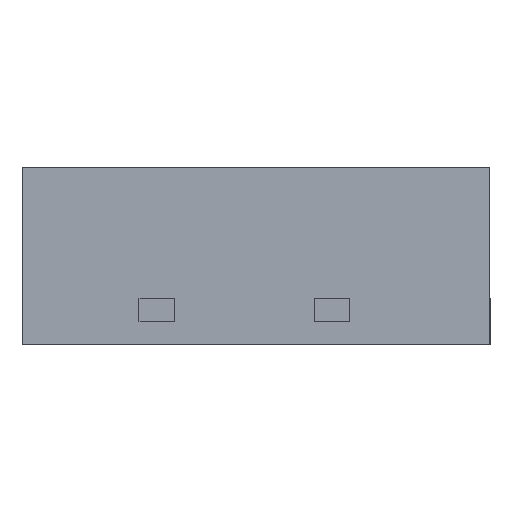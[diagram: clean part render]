
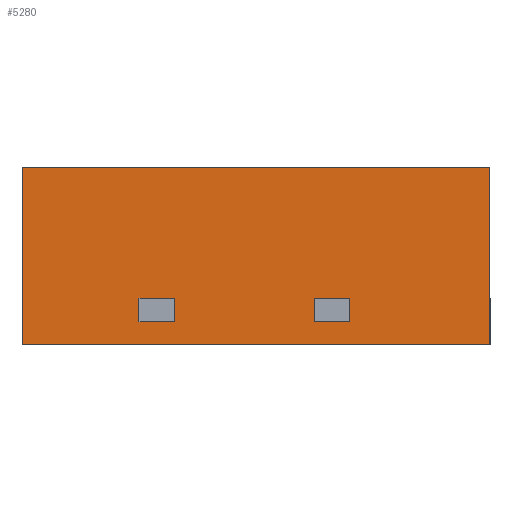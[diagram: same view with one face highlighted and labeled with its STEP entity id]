
A CAD part, left-side view. The second image highlights one B-rep face of the part: STEP entity #5280.
In plain terms, the highlighted planar face has unit normal (-1, 0, 0).
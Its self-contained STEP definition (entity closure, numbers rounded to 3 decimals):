
#59=FACE_BOUND('',#941,.T.);
#60=FACE_BOUND('',#942,.T.);
#636=FACE_OUTER_BOUND('',#940,.T.);
#940=EDGE_LOOP('',(#4448,#4449,#4450,#4451));
#941=EDGE_LOOP('',(#4452,#4453,#4454,#4455));
#942=EDGE_LOOP('',(#4456,#4457,#4458,#4459));
#1036=LINE('',#6723,#1561);
#1038=LINE('',#6728,#1563);
#1061=LINE('',#6775,#1586);
#1069=LINE('',#6788,#1594);
#1073=LINE('',#6795,#1598);
#1075=LINE('',#6797,#1600);
#1077=LINE('',#6801,#1602);
#1079=LINE('',#6804,#1604);
#1188=LINE('',#7092,#1713);
#1195=LINE('',#7106,#1720);
#1387=LINE('',#9319,#1912);
#1390=LINE('',#9333,#1915);
#1561=VECTOR('',#5657,0.1);
#1563=VECTOR('',#5661,0.15);
#1586=VECTOR('',#5696,0.1);
#1594=VECTOR('',#5706,0.1);
#1598=VECTOR('',#5714,0.15);
#1600=VECTOR('',#5716,0.15);
#1602=VECTOR('',#5720,0.1);
#1604=VECTOR('',#5724,0.15);
#1713=VECTOR('',#5995,0.76);
#1720=VECTOR('',#6004,0.76);
#1912=VECTOR('',#6278,2.);
#1915=VECTOR('',#6299,2.);
#2084=VERTEX_POINT('',#6717);
#2086=VERTEX_POINT('',#6721);
#2087=VERTEX_POINT('',#6725);
#2105=VERTEX_POINT('',#6772);
#2106=VERTEX_POINT('',#6774);
#2110=VERTEX_POINT('',#6786);
#2111=VERTEX_POINT('',#6794);
#2112=VERTEX_POINT('',#6800);
#2209=VERTEX_POINT('',#7089);
#2210=VERTEX_POINT('',#7091);
#2215=VERTEX_POINT('',#7103);
#2216=VERTEX_POINT('',#7105);
#2602=EDGE_CURVE('',#2084,#2086,#1036,.T.);
#2604=EDGE_CURVE('',#2086,#2087,#1038,.T.);
#2627=EDGE_CURVE('',#2106,#2105,#1061,.T.);
#2635=EDGE_CURVE('',#2087,#2110,#1069,.T.);
#2639=EDGE_CURVE('',#2111,#2106,#1073,.T.);
#2641=EDGE_CURVE('',#2110,#2084,#1075,.T.);
#2643=EDGE_CURVE('',#2112,#2111,#1077,.T.);
#2645=EDGE_CURVE('',#2105,#2112,#1079,.T.);
#2786=EDGE_CURVE('',#2209,#2210,#1188,.T.);
#2793=EDGE_CURVE('',#2216,#2215,#1195,.T.);
#3167=EDGE_CURVE('',#2210,#2215,#1387,.T.);
#3172=EDGE_CURVE('',#2216,#2209,#1390,.T.);
#4448=ORIENTED_EDGE('',*,*,#3172,.F.);
#4449=ORIENTED_EDGE('',*,*,#2793,.T.);
#4450=ORIENTED_EDGE('',*,*,#3167,.F.);
#4451=ORIENTED_EDGE('',*,*,#2786,.F.);
#4452=ORIENTED_EDGE('',*,*,#2602,.T.);
#4453=ORIENTED_EDGE('',*,*,#2604,.T.);
#4454=ORIENTED_EDGE('',*,*,#2635,.T.);
#4455=ORIENTED_EDGE('',*,*,#2641,.T.);
#4456=ORIENTED_EDGE('',*,*,#2627,.T.);
#4457=ORIENTED_EDGE('',*,*,#2645,.T.);
#4458=ORIENTED_EDGE('',*,*,#2643,.T.);
#4459=ORIENTED_EDGE('',*,*,#2639,.T.);
#5008=PLANE('',#5522);
#5280=ADVANCED_FACE('',(#636,#59,#60),#5008,.T.);
#5522=AXIS2_PLACEMENT_3D('',#9332,#6297,#6298);
#5657=DIRECTION('',(0.,0.,-1.));
#5661=DIRECTION('',(0.,1.,0.));
#5696=DIRECTION('',(0.,0.,-1.));
#5706=DIRECTION('',(0.,0.,1.));
#5714=DIRECTION('',(0.,-1.,0.));
#5716=DIRECTION('',(0.,-1.,0.));
#5720=DIRECTION('',(0.,0.,1.));
#5724=DIRECTION('',(0.,1.,0.));
#5995=DIRECTION('',(0.,0.,1.));
#6004=DIRECTION('',(0.,0.,1.));
#6278=DIRECTION('',(0.,-1.,0.));
#6297=DIRECTION('center_axis',(-1.,0.,0.));
#6298=DIRECTION('ref_axis',(0.,-1.,0.));
#6299=DIRECTION('',(0.,1.,0.));
#6717=CARTESIAN_POINT('',(-1.,0.35,0.2));
#6721=CARTESIAN_POINT('',(-1.,0.35,0.1));
#6723=CARTESIAN_POINT('',(-1.,0.35,0.1));
#6725=CARTESIAN_POINT('',(-1.,0.5,0.1));
#6728=CARTESIAN_POINT('',(-1.,0.713,0.1));
#6772=CARTESIAN_POINT('',(-1.,-0.4,0.1));
#6774=CARTESIAN_POINT('',(-1.,-0.4,0.2));
#6775=CARTESIAN_POINT('',(-1.,-0.4,0.));
#6786=CARTESIAN_POINT('',(-1.,0.5,0.2));
#6788=CARTESIAN_POINT('',(-1.,0.5,0.));
#6794=CARTESIAN_POINT('',(-1.,-0.25,0.2));
#6795=CARTESIAN_POINT('',(-1.,0.533,0.2));
#6797=CARTESIAN_POINT('',(-1.,0.533,0.2));
#6800=CARTESIAN_POINT('',(-1.,-0.25,0.1));
#6801=CARTESIAN_POINT('',(-1.,-0.25,0.1));
#6804=CARTESIAN_POINT('',(-1.,0.338,0.1));
#7089=CARTESIAN_POINT('',(-1.,1.,0.));
#7091=CARTESIAN_POINT('',(-1.,1.,0.76));
#7092=CARTESIAN_POINT('',(-1.,1.,0.));
#7103=CARTESIAN_POINT('',(-1.,-1.,0.76));
#7105=CARTESIAN_POINT('',(-1.,-1.,0.));
#7106=CARTESIAN_POINT('',(-1.,-1.,0.));
#9319=CARTESIAN_POINT('',(-1.,-1.,0.76));
#9332=CARTESIAN_POINT('Origin',(-1.,1.,0.));
#9333=CARTESIAN_POINT('',(-1.,-1.,0.));
